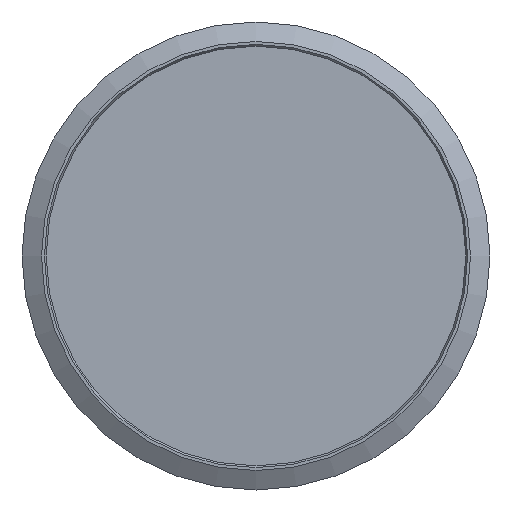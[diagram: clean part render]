
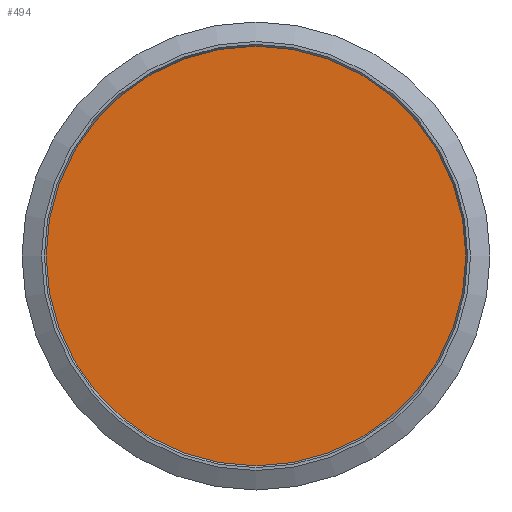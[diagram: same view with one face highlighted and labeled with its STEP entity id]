
A CAD part, front view. The second image highlights one B-rep face of the part: STEP entity #494.
In plain terms, the highlighted planar face has unit normal (0, -1, 0).
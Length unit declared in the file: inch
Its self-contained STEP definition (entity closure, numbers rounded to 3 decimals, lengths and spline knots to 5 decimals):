
#10 = DIRECTION ( 'NONE',  ( 0., -1., 0. ) ) ;
#109 = PLANE ( 'NONE',  #374 ) ;
#154 = EDGE_LOOP ( 'NONE', ( #923 ) ) ;
#300 = AXIS2_PLACEMENT_3D ( 'NONE', #505, #10, #342 ) ;
#342 = DIRECTION ( 'NONE',  ( 1., 0., 0. ) ) ;
#357 = DIRECTION ( 'NONE',  ( 0., -1., 0. ) ) ;
#374 = AXIS2_PLACEMENT_3D ( 'NONE', #439, #357, #925 ) ;
#439 = CARTESIAN_POINT ( 'NONE',  ( 0., -1.37008, 0. ) ) ;
#441 = FACE_OUTER_BOUND ( 'NONE', #154, .T. ) ;
#494 = ADVANCED_FACE ( 'NONE', ( #441 ), #109, .T. ) ;
#496 = CARTESIAN_POINT ( 'NONE',  ( 0.52953, -1.37008, 0. ) ) ;
#505 = CARTESIAN_POINT ( 'NONE',  ( 0., -1.37008, 0. ) ) ;
#820 = CIRCLE ( 'NONE', #300, 0.52953 ) ;
#846 = VERTEX_POINT ( 'NONE', #496 ) ;
#923 = ORIENTED_EDGE ( 'NONE', *, *, #937, .T. ) ;
#925 = DIRECTION ( 'NONE',  ( 0., 0., -1. ) ) ;
#937 = EDGE_CURVE ( 'NONE', #846, #846, #820, .T. ) ;
